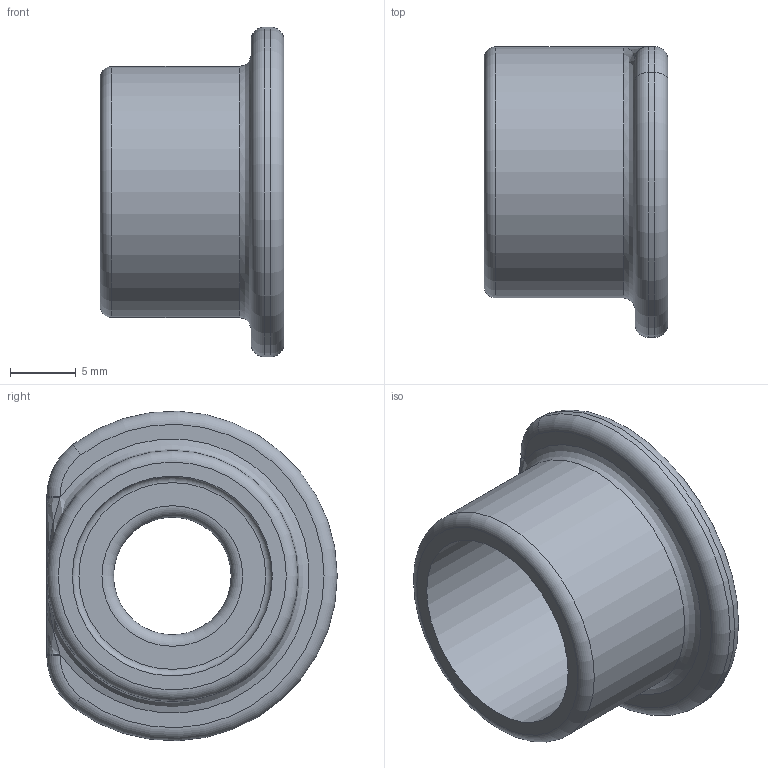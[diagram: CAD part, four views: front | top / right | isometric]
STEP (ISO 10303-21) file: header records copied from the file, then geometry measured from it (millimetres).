
FILE_DESCRIPTION(/* description */ ('Demontagewerkzeug FRONTFIXDAT16S'),/* implementation_level */ '2;1');
FILE_NAME(/* name */ 'Demontagewerkzeug-FRONTFIXDAT16S-RST.stp',/* time_stamp */ '2025-10-15T12:01:51+02:00',/* author */ ('sl'),/* organization */ (''),/* preprocessor_version */ 'ST-DEVELOPER v16.5',/* originating_system */ 'Autodesk Inventor 2017',/* authorisation */ '');
FILE_SCHEMA (('CONFIG_CONTROL_DESIGN'));
Length unit declared in the file: millimetre
Products named in the file (1): FRONTFIXDAT16S
Bounding box: 14 x 22.11 x 25.08 mm (x, y, z)
Volume: 2082.9 mm3; surface area: 2192.9 mm2
Topology: 1 solids, 1 shells, 148 faces, 386 edges, 250 vertices
Faces by surface type: bspline 75, plane 53, torus 11, cylinder 9
Full cylindrical faces by diameter (mm): 8.95 x1, 15.22 x1, 19.11 x1
Entity records: 5330 total; most frequent: CARTESIAN_POINT 2047, ORIENTED_EDGE 754, DIRECTION 408, EDGE_CURVE 377, VERTEX_POINT 250, LINE 194, VECTOR 194, EDGE_LOOP 169
